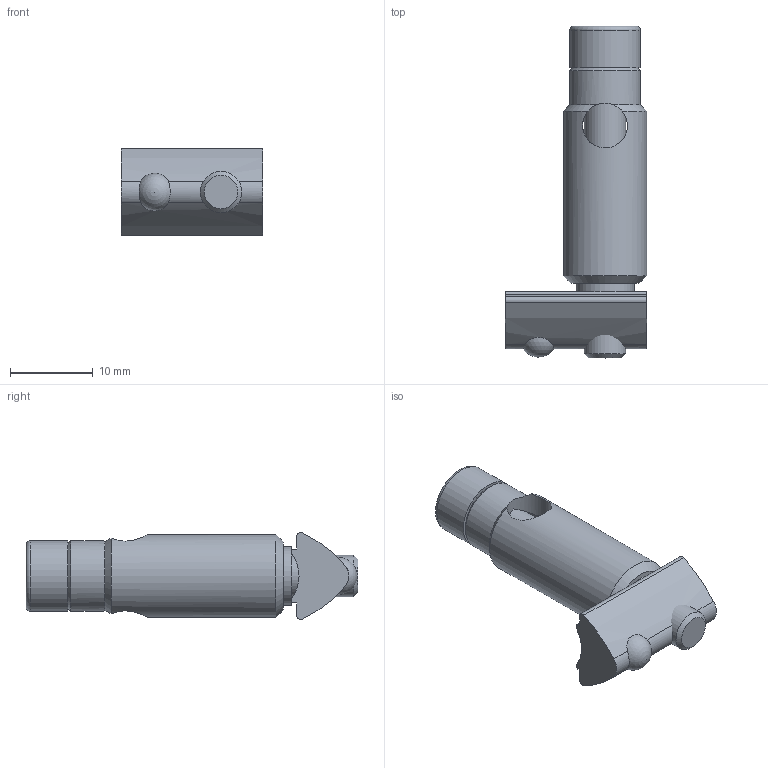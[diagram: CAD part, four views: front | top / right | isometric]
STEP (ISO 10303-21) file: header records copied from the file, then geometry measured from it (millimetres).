
FILE_DESCRIPTION( ( 'STEP AP214' ), '1' );
FILE_NAME( 'K1036.06.stp', '2020-12-10T09:21:07', ( '' ), ( '' ), ' ', 'PARTsolutions', ' ' );
FILE_SCHEMA( ( 'AUTOMOTIVE_DESIGN { 1 0 10303 214 1 1 1 1 }' ) );
Length unit declared in the file: millimetre
Products named in the file (4): K1036.06; _K1036_nutensteinA; _K1036_huelse1; _K1036_huelse3
Assembly tree (3 placements, depth 2):
  K1036.06
    _K1036_nutensteinA
    _K1036_huelse1
    _K1036_huelse3
Bounding box: 17 x 40 x 10.5 mm (x, y, z)
Volume: 2851.7 mm3; surface area: 2799.9 mm2
Topology: 3 solids, 3 shells, 76 faces, 196 edges, 124 vertices
Faces by surface type: plane 47, cylinder 18, cone 9, sphere 1, torus 1
Full cylindrical faces by diameter (mm): 4.134 x1, 5 x1, 5.4 x1, 5.5 x1, 7 x1, 8.5 x2, 10 x1
Entity records: 3192 total; most frequent: CARTESIAN_POINT 765, DIRECTION 362, ORIENTED_EDGE 348, EDGE_CURVE 174, AXIS2_PLACEMENT_3D 134, VERTEX_POINT 117, EDGE_LOOP 96, LINE 94
